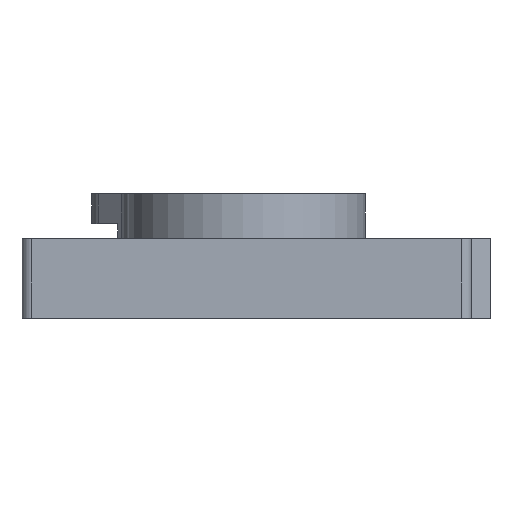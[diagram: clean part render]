
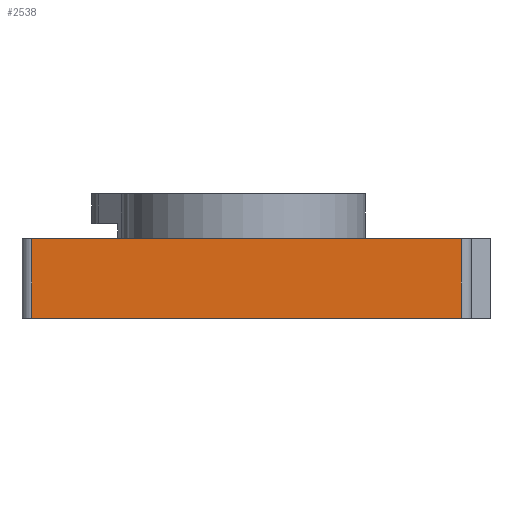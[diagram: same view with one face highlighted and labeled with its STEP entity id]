
A CAD part, front view. The second image highlights one B-rep face of the part: STEP entity #2538.
In plain terms, the highlighted planar face has unit normal (0, -1, 0).
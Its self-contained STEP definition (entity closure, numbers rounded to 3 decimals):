
#314=FACE_OUTER_BOUND('',#477,.T.);
#477=EDGE_LOOP('',(#2024,#2025,#2026,#2027));
#608=LINE('',#3780,#839);
#659=LINE('',#3998,#890);
#727=LINE('',#4273,#958);
#728=LINE('',#4275,#959);
#839=VECTOR('',#2978,172.1);
#890=VECTOR('',#3149,172.1);
#958=VECTOR('',#3401,32.);
#959=VECTOR('',#3404,32.);
#1074=VERTEX_POINT('',#3777);
#1075=VERTEX_POINT('',#3779);
#1181=VERTEX_POINT('',#3995);
#1182=VERTEX_POINT('',#3997);
#1332=EDGE_CURVE('',#1075,#1074,#608,.T.);
#1441=EDGE_CURVE('',#1181,#1182,#659,.T.);
#1579=EDGE_CURVE('',#1074,#1182,#727,.T.);
#1580=EDGE_CURVE('',#1075,#1181,#728,.T.);
#2024=ORIENTED_EDGE('',*,*,#1441,.F.);
#2025=ORIENTED_EDGE('',*,*,#1580,.F.);
#2026=ORIENTED_EDGE('',*,*,#1332,.T.);
#2027=ORIENTED_EDGE('',*,*,#1579,.T.);
#2468=PLANE('',#2819);
#2538=ADVANCED_FACE('',(#314),#2468,.T.);
#2819=AXIS2_PLACEMENT_3D('',#4274,#3402,#3403);
#2978=DIRECTION('',(-1.,0.,0.));
#3149=DIRECTION('',(-1.,0.,0.));
#3401=DIRECTION('',(0.,0.,-1.));
#3402=DIRECTION('center_axis',(0.,-1.,0.));
#3403=DIRECTION('ref_axis',(0.,0.,-1.));
#3404=DIRECTION('',(0.,0.,-1.));
#3777=CARTESIAN_POINT('',(-86.05,-79.,32.));
#3779=CARTESIAN_POINT('',(86.05,-79.,32.));
#3780=CARTESIAN_POINT('',(86.05,-79.,32.));
#3995=CARTESIAN_POINT('',(86.05,-79.,0.));
#3997=CARTESIAN_POINT('',(-86.05,-79.,0.));
#3998=CARTESIAN_POINT('',(86.05,-79.,0.));
#4273=CARTESIAN_POINT('',(-86.05,-79.,32.));
#4274=CARTESIAN_POINT('Origin',(0.,-79.,32.));
#4275=CARTESIAN_POINT('',(86.05,-79.,32.));
